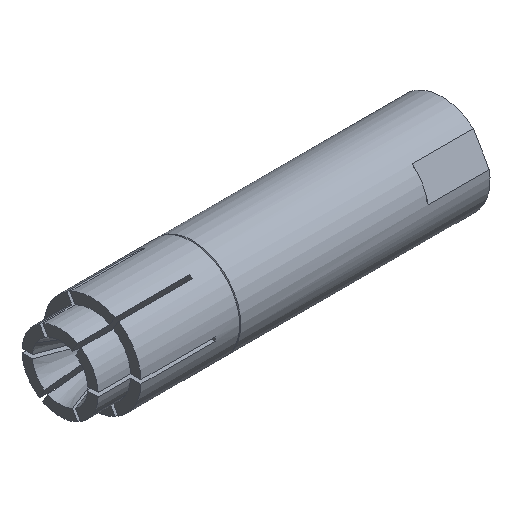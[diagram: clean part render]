
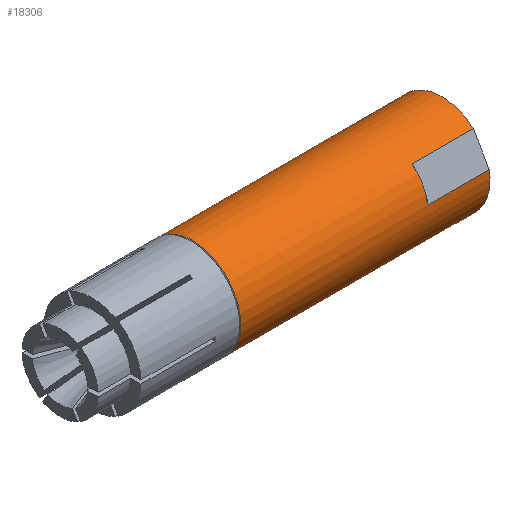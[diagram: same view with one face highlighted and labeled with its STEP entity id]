
A CAD part, isometric view. The second image highlights one B-rep face of the part: STEP entity #18306.
In plain terms, the highlighted cylindrical face has radius 12.7 mm (diameter 25.4 mm), a full revolution.
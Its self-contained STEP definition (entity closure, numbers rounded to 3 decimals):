
#18030=CARTESIAN_POINT('',(34.655,0.,-12.7));
#18031=VERTEX_POINT('',#18030);
#18041=CARTESIAN_POINT('',(34.655,-10.999,-6.35));
#18042=VERTEX_POINT('',#18041);
#18043=CARTESIAN_POINT('',(34.655,0.,0.));
#18044=DIRECTION('',(-1.,-0.,-0.));
#18045=DIRECTION('',(0.,0.,-1.));
#18046=AXIS2_PLACEMENT_3D('',#18043,#18044,#18045);
#18047=CIRCLE('',#18046,12.7);
#18048=EDGE_CURVE('',#18031,#18042,#18047,.T.);
#18050=CARTESIAN_POINT('',(34.655,0.,0.));
#18051=DIRECTION('',(-1.,-0.,-0.));
#18052=DIRECTION('',(0.,0.,-1.));
#18053=AXIS2_PLACEMENT_3D('',#18050,#18051,#18052);
#18054=CIRCLE('',#18053,12.7);
#18055=EDGE_CURVE('',#18042,#18031,#18054,.T.);
#18066=CARTESIAN_POINT('',(84.,-8.309,9.605));
#18067=VERTEX_POINT('',#18066);
#18068=CARTESIAN_POINT('',(84.,-12.473,2.393));
#18069=VERTEX_POINT('',#18068);
#18076=CARTESIAN_POINT('',(84.,0.,0.));
#18077=DIRECTION('',(-1.,-0.,-0.));
#18078=DIRECTION('',(0.,0.5,-0.866));
#18079=AXIS2_PLACEMENT_3D('',#18076,#18077,#18078);
#18080=CIRCLE('',#18079,12.7);
#18081=EDGE_CURVE('',#18069,#18067,#18080,.T.);
#18092=CARTESIAN_POINT('',(100.01,-8.309,9.605));
#18093=VERTEX_POINT('',#18092);
#18094=CARTESIAN_POINT('',(100.01,-12.473,2.393));
#18095=VERTEX_POINT('',#18094);
#18102=CARTESIAN_POINT('',(84.,-8.309,9.605));
#18103=DIRECTION('',(1.,0.,-0.));
#18104=VECTOR('',#18103,16.01);
#18105=LINE('',#18102,#18104);
#18106=EDGE_CURVE('',#18067,#18093,#18105,.T.);
#18109=CARTESIAN_POINT('',(100.01,-12.473,2.393));
#18110=DIRECTION('',(-1.,-0.,0.));
#18111=VECTOR('',#18110,16.01);
#18112=LINE('',#18109,#18111);
#18113=EDGE_CURVE('',#18095,#18069,#18112,.T.);
#18124=CARTESIAN_POINT('',(84.01,-4.164,-11.998));
#18125=VERTEX_POINT('',#18124);
#18126=CARTESIAN_POINT('',(84.01,4.164,-11.998));
#18127=VERTEX_POINT('',#18126);
#18134=CARTESIAN_POINT('',(84.01,0.,0.));
#18135=DIRECTION('',(-1.,-0.,-0.));
#18136=DIRECTION('',(0.,0.,-1.));
#18137=AXIS2_PLACEMENT_3D('',#18134,#18135,#18136);
#18138=CIRCLE('',#18137,12.7);
#18139=EDGE_CURVE('',#18127,#18125,#18138,.T.);
#18150=CARTESIAN_POINT('',(100.01,-4.164,-11.998));
#18151=VERTEX_POINT('',#18150);
#18152=CARTESIAN_POINT('',(100.01,4.164,-11.998));
#18153=VERTEX_POINT('',#18152);
#18160=CARTESIAN_POINT('',(84.01,-4.164,-11.998));
#18161=DIRECTION('',(1.,0.,-0.));
#18162=VECTOR('',#18161,16.);
#18163=LINE('',#18160,#18162);
#18164=EDGE_CURVE('',#18125,#18151,#18163,.T.);
#18167=CARTESIAN_POINT('',(100.01,4.164,-11.998));
#18168=DIRECTION('',(-1.,-0.,0.));
#18169=VECTOR('',#18168,16.);
#18170=LINE('',#18167,#18169);
#18171=EDGE_CURVE('',#18153,#18127,#18170,.T.);
#18182=CARTESIAN_POINT('',(84.01,12.473,2.393));
#18183=VERTEX_POINT('',#18182);
#18184=CARTESIAN_POINT('',(84.01,8.309,9.605));
#18185=VERTEX_POINT('',#18184);
#18192=CARTESIAN_POINT('',(84.01,0.,0.));
#18193=DIRECTION('',(-1.,-0.,-0.));
#18194=DIRECTION('',(0.,0.,-1.));
#18195=AXIS2_PLACEMENT_3D('',#18192,#18193,#18194);
#18196=CIRCLE('',#18195,12.7);
#18197=EDGE_CURVE('',#18185,#18183,#18196,.T.);
#18208=CARTESIAN_POINT('',(100.01,12.473,2.393));
#18209=VERTEX_POINT('',#18208);
#18210=CARTESIAN_POINT('',(100.01,8.309,9.605));
#18211=VERTEX_POINT('',#18210);
#18218=CARTESIAN_POINT('',(84.01,12.473,2.393));
#18219=DIRECTION('',(1.,0.,-0.));
#18220=VECTOR('',#18219,16.);
#18221=LINE('',#18218,#18220);
#18222=EDGE_CURVE('',#18183,#18209,#18221,.T.);
#18225=CARTESIAN_POINT('',(100.01,8.309,9.605));
#18226=DIRECTION('',(-1.,-0.,0.));
#18227=VECTOR('',#18226,16.);
#18228=LINE('',#18225,#18227);
#18229=EDGE_CURVE('',#18211,#18185,#18228,.T.);
#18240=CARTESIAN_POINT('',(100.01,0.,0.));
#18241=DIRECTION('',(1.,0.,0.));
#18242=DIRECTION('',(0.,0.,-1.));
#18243=AXIS2_PLACEMENT_3D('',#18240,#18241,#18242);
#18244=CIRCLE('',#18243,12.7);
#18245=EDGE_CURVE('',#18153,#18209,#18244,.T.);
#18248=CARTESIAN_POINT('',(100.01,0.,0.));
#18249=DIRECTION('',(1.,0.,0.));
#18250=DIRECTION('',(0.,0.,-1.));
#18251=AXIS2_PLACEMENT_3D('',#18248,#18249,#18250);
#18252=CIRCLE('',#18251,12.7);
#18253=EDGE_CURVE('',#18211,#18093,#18252,.T.);
#18256=CARTESIAN_POINT('',(100.01,-10.999,-6.35));
#18257=VERTEX_POINT('',#18256);
#18258=CARTESIAN_POINT('',(100.01,0.,0.));
#18259=DIRECTION('',(1.,0.,0.));
#18260=DIRECTION('',(0.,0.,-1.));
#18261=AXIS2_PLACEMENT_3D('',#18258,#18259,#18260);
#18262=CIRCLE('',#18261,12.7);
#18263=EDGE_CURVE('',#18095,#18257,#18262,.T.);
#18265=CARTESIAN_POINT('',(100.01,0.,0.));
#18266=DIRECTION('',(1.,0.,0.));
#18267=DIRECTION('',(0.,0.,-1.));
#18268=AXIS2_PLACEMENT_3D('',#18265,#18266,#18267);
#18269=CIRCLE('',#18268,12.7);
#18270=EDGE_CURVE('',#18257,#18151,#18269,.T.);
#18277=CARTESIAN_POINT('',(0.,0.,0.));
#18278=DIRECTION('',(1.,0.,0.));
#18279=DIRECTION('',(0.,-0.866,-0.5));
#18280=AXIS2_PLACEMENT_3D('',#18277,#18278,#18279);
#18281=CYLINDRICAL_SURFACE('',#18280,12.7);
#18282=CARTESIAN_POINT('',(100.01,-10.999,-6.35));
#18283=DIRECTION('',(-1.,-0.,-0.));
#18284=VECTOR('',#18283,65.356);
#18285=LINE('',#18282,#18284);
#18286=EDGE_CURVE('',#18257,#18042,#18285,.T.);
#18287=ORIENTED_EDGE('',*,*,#18286,.T.);
#18288=ORIENTED_EDGE('',*,*,#18048,.F.);
#18289=ORIENTED_EDGE('',*,*,#18055,.F.);
#18290=ORIENTED_EDGE('',*,*,#18286,.F.);
#18291=ORIENTED_EDGE('',*,*,#18263,.F.);
#18292=ORIENTED_EDGE('',*,*,#18113,.T.);
#18293=ORIENTED_EDGE('',*,*,#18081,.T.);
#18294=ORIENTED_EDGE('',*,*,#18106,.T.);
#18295=ORIENTED_EDGE('',*,*,#18253,.F.);
#18296=ORIENTED_EDGE('',*,*,#18229,.T.);
#18297=ORIENTED_EDGE('',*,*,#18197,.T.);
#18298=ORIENTED_EDGE('',*,*,#18222,.T.);
#18299=ORIENTED_EDGE('',*,*,#18245,.F.);
#18300=ORIENTED_EDGE('',*,*,#18171,.T.);
#18301=ORIENTED_EDGE('',*,*,#18139,.T.);
#18302=ORIENTED_EDGE('',*,*,#18164,.T.);
#18303=ORIENTED_EDGE('',*,*,#18270,.F.);
#18304=EDGE_LOOP('',(#18287,#18288,#18289,#18290,#18291,#18292,#18293,#18294,#18295,#18296,#18297,#18298,#18299,#18300,#18301,#18302,#18303));
#18305=FACE_BOUND('',#18304,.T.);
#18306=ADVANCED_FACE('',(#18305),#18281,.T.);
